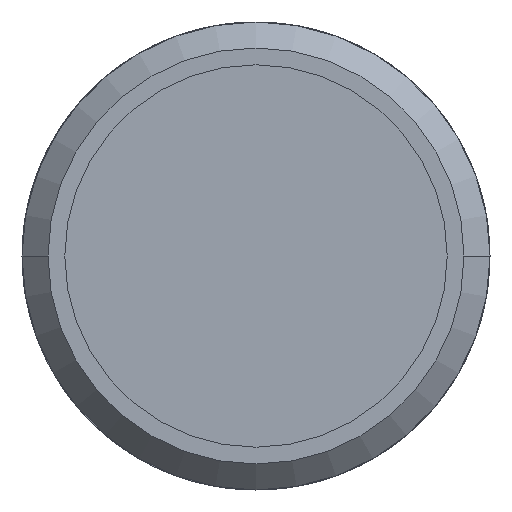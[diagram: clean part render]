
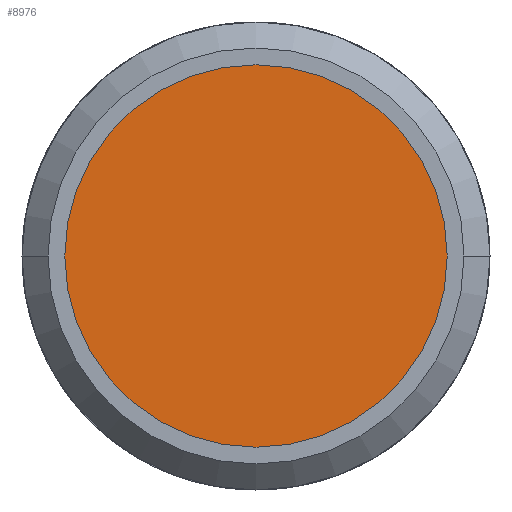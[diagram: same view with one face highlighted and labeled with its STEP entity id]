
A CAD part, left-side view. The second image highlights one B-rep face of the part: STEP entity #8976.
In plain terms, the highlighted planar face has unit normal (-1, 0, 0).
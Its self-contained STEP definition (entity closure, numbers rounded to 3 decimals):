
#3734=CARTESIAN_POINT('',(-12.73,0.,0.));
#3735=DIRECTION('',(-1.,0.,0.));
#3736=DIRECTION('',(0.,1.,0.));
#3737=AXIS2_PLACEMENT_3D('',#3734,#3735,#3736);
#3739=CARTESIAN_POINT('',(-12.73,0.,0.));
#3740=DIRECTION('',(-1.,0.,0.));
#3741=DIRECTION('',(0.,-1.,0.));
#3742=AXIS2_PLACEMENT_3D('',#3739,#3740,#3741);
#3782=CARTESIAN_POINT('',(-12.73,7.355,0.));
#3783=CARTESIAN_POINT('',(-12.73,-7.355,0.));
#3784=VERTEX_POINT('',#3782);
#3785=VERTEX_POINT('',#3783);
#8967=CARTESIAN_POINT('',(-12.73,0.,0.));
#8968=DIRECTION('',(-1.,0.,0.));
#8969=DIRECTION('',(0.,1.,0.));
#8970=AXIS2_PLACEMENT_3D('',#8967,#8968,#8969);
#8971=PLANE('',#8970);
#8972=ORIENTED_EDGE('',*,*,#8947,.F.);
#8973=ORIENTED_EDGE('',*,*,#8961,.F.);
#8974=EDGE_LOOP('',(#8972,#8973));
#8975=FACE_OUTER_BOUND('',#8974,.F.);
#8976=ADVANCED_FACE('',(#8975),#8971,.T.);
#3738=CIRCLE('',#3737,7.355);
#3743=CIRCLE('',#3742,7.355);
#8947=EDGE_CURVE('',#3784,#3785,#3738,.T.);
#8961=EDGE_CURVE('',#3785,#3784,#3743,.T.);
